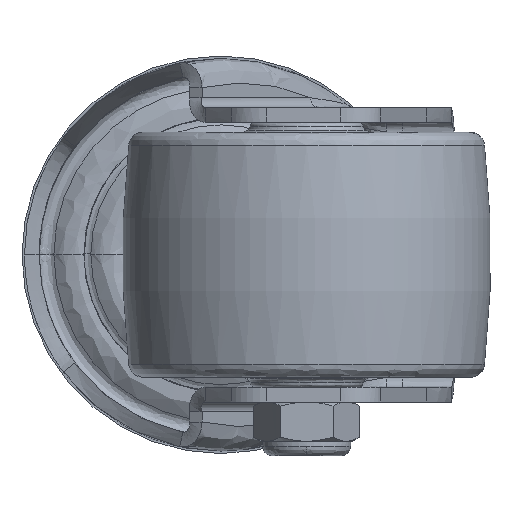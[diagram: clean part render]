
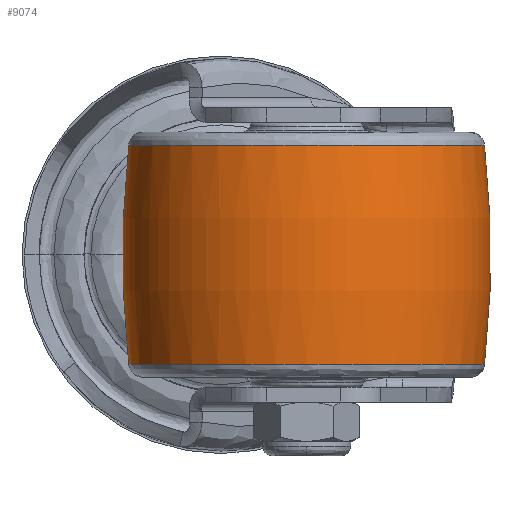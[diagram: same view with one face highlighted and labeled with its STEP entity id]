
A CAD part, front view. The second image highlights one B-rep face of the part: STEP entity #9074.
In plain terms, the highlighted toroidal (fillet/blend) face has major radius 162.5 mm and minor radius 200 mm.
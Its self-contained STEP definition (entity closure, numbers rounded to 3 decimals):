
#1865 = AXIS2_PLACEMENT_3D ( 'NONE', #22526, #6275, #18854 ) ;
#2491 = AXIS2_PLACEMENT_3D ( 'NONE', #39811, #33709, #29784 ) ;
#2991 = TOROIDAL_SURFACE ( 'NONE', #39817, -162.5, 200. ) ;
#3665 = CARTESIAN_POINT ( 'NONE',  ( -18.749, -55.8, 22.335 ) ) ;
#6275 = DIRECTION ( 'NONE',  ( 0., 1., 0. ) ) ;
#7589 = VERTEX_POINT ( 'NONE', #24550 ) ;
#9074 = ADVANCED_FACE ( 'NONE', ( #31352 ), #2991, .T. ) ;
#11830 = EDGE_CURVE ( 'NONE', #7589, #22697, #27437, .T. ) ;
#11988 = DIRECTION ( 'NONE',  ( -0.998, 0.063, 0. ) ) ;
#13174 = EDGE_CURVE ( 'NONE', #35456, #25129, #42852, .T. ) ;
#16211 = EDGE_CURVE ( 'NONE', #22697, #25129, #29239, .T. ) ;
#17377 = AXIS2_PLACEMENT_3D ( 'NONE', #28292, #41607, #11988 ) ;
#18854 = DIRECTION ( 'NONE',  ( 0., 0., 1. ) ) ;
#19161 = DIRECTION ( 'NONE',  ( -0.998, 0.063, 0. ) ) ;
#19714 = DIRECTION ( 'NONE',  ( 0., 0., 1. ) ) ;
#20509 = EDGE_CURVE ( 'NONE', #35456, #7589, #37345, .T. ) ;
#22526 = CARTESIAN_POINT ( 'NONE',  ( 180., -55.8, 0. ) ) ;
#22697 = VERTEX_POINT ( 'NONE', #36962 ) ;
#24550 = CARTESIAN_POINT ( 'NONE',  ( 53.749, -55.8, -22.335 ) ) ;
#25129 = VERTEX_POINT ( 'NONE', #3665 ) ;
#27437 = CIRCLE ( 'NONE', #2491, 200. ) ;
#28292 = CARTESIAN_POINT ( 'NONE',  ( 17.5, -55.8, 22.335 ) ) ;
#28916 = ORIENTED_EDGE ( 'NONE', *, *, #11830, .T. ) ;
#28928 = CARTESIAN_POINT ( 'NONE',  ( 17.5, -55.8, 0. ) ) ;
#29239 = CIRCLE ( 'NONE', #17377, 36.249 ) ;
#29784 = DIRECTION ( 'NONE',  ( 0., 0., -1. ) ) ;
#30053 = CARTESIAN_POINT ( 'NONE',  ( -18.749, -55.8, -22.335 ) ) ;
#31344 = ORIENTED_EDGE ( 'NONE', *, *, #16211, .T. ) ;
#31352 = FACE_OUTER_BOUND ( 'NONE', #39776, .T. ) ;
#32328 = ORIENTED_EDGE ( 'NONE', *, *, #20509, .T. ) ;
#33073 = DIRECTION ( 'NONE',  ( -1., 0., 0. ) ) ;
#33709 = DIRECTION ( 'NONE',  ( 0., -1., 0. ) ) ;
#35456 = VERTEX_POINT ( 'NONE', #30053 ) ;
#36660 = CARTESIAN_POINT ( 'NONE',  ( 17.5, -55.8, -22.335 ) ) ;
#36962 = CARTESIAN_POINT ( 'NONE',  ( 53.749, -55.8, 22.335 ) ) ;
#37345 = CIRCLE ( 'NONE', #40801, 36.249 ) ;
#39776 = EDGE_LOOP ( 'NONE', ( #32328, #28916, #31344, #40599 ) ) ;
#39811 = CARTESIAN_POINT ( 'NONE',  ( -145., -55.8, 0. ) ) ;
#39817 = AXIS2_PLACEMENT_3D ( 'NONE', #28928, #19714, #33073 ) ;
#40599 = ORIENTED_EDGE ( 'NONE', *, *, #13174, .F. ) ;
#40801 = AXIS2_PLACEMENT_3D ( 'NONE', #36660, #42747, #19161 ) ;
#41607 = DIRECTION ( 'NONE',  ( 0., 0., -1. ) ) ;
#42747 = DIRECTION ( 'NONE',  ( 0., 0., 1. ) ) ;
#42852 = CIRCLE ( 'NONE', #1865, 200. ) ;
